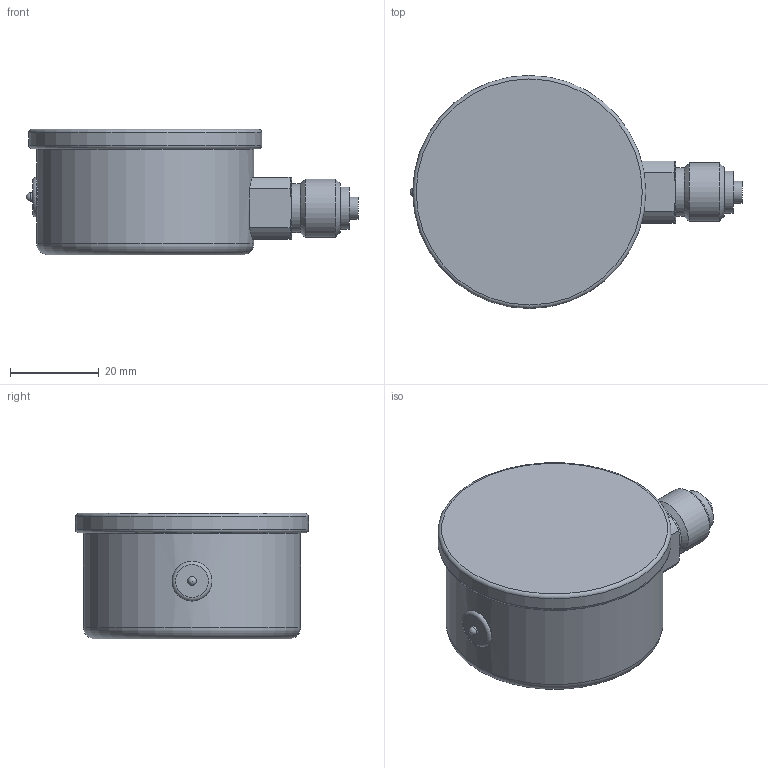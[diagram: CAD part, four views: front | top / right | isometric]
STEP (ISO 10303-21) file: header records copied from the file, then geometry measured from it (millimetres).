
FILE_DESCRIPTION(/* description */ (''),/* implementation_level */ '2;1');
FILE_NAME(/* name */ 'RF50Ch_D902_850XX902.stp',/* time_stamp */ '2018-01-25T13:06:38+01:00',/* author */ ('acgl'),/* organization */ (''),/* preprocessor_version */ 'ST-DEVELOPER v15.6',/* originating_system */ 'Autodesk Inventor 2015',/* authorisation */ '');
FILE_SCHEMA (('AUTOMOTIVE_DESIGN { 1 0 10303 214 3 1 1 }'));
Length unit declared in the file: centimetre
Products named in the file (1): RF50Ch_D902_850XX902
Bounding box: 74.9 x 52.6 x 28.3 mm (x, y, z)
Volume: 56151.7 mm3; surface area: 9660.9 mm2
Topology: 1 solids, 1 shells, 65 faces, 140 edges, 83 vertices
Faces by surface type: cylinder 20, plane 18, torus 15, cone 11, sphere 1
Full cylindrical faces by diameter (mm): 2 x1, 5 x1, 9 x1, 9.5 x1, 11 x1, 13.16 x1, 49 x1, 52.6 x1
Entity records: 1767 total; most frequent: CARTESIAN_POINT 331, DIRECTION 306, ORIENTED_EDGE 238, AXIS2_PLACEMENT_3D 137, EDGE_CURVE 117, EDGE_LOOP 88, VERTEX_POINT 77, CIRCLE 71
